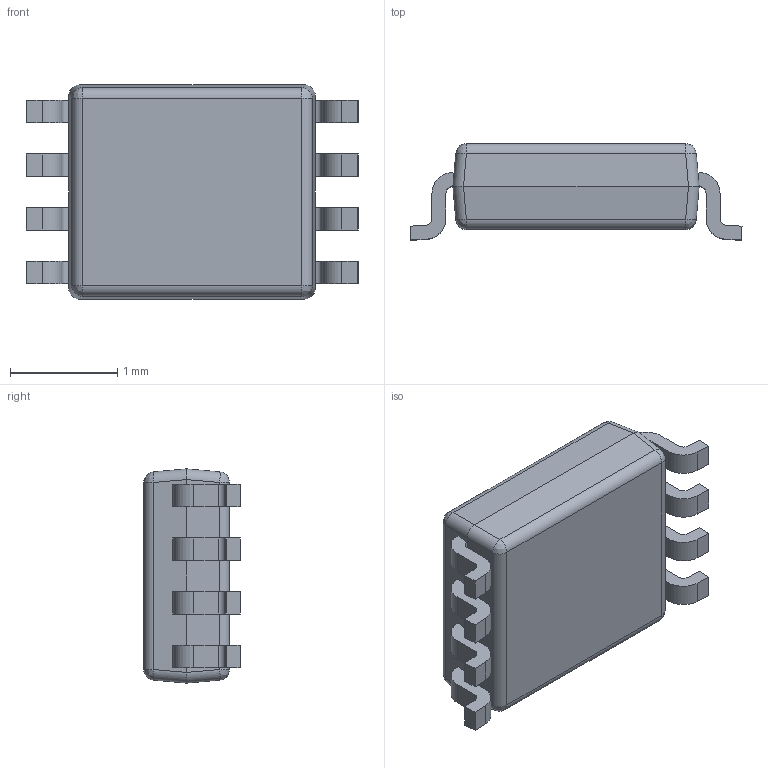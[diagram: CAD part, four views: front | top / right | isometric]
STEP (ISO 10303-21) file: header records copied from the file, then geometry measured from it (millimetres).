
FILE_DESCRIPTION (( 'STEP AP214' ), '1' );
FILE_NAME ('TXS0102DCUR.STEP', '2021-02-26T01:42:54', ( '' ), ( '' ), 'SwSTEP 2.0', 'SolidWorks 2017', '' );
FILE_SCHEMA (( 'AUTOMOTIVE_DESIGN' ));
Length unit declared in the file: millimetre
Products named in the file (1): TXS0102DCUR
Bounding box: 3.1 x 0.9 x 2 mm (x, y, z)
Volume: 3.7 mm3; surface area: 19.7 mm2
Topology: 10 solids, 10 shells, 145 faces, 340 edges, 216 vertices
Faces by surface type: plane 85, cylinder 52, bspline 8
Entity records: 4317 total; most frequent: CARTESIAN_POINT 834, DIRECTION 708, ORIENTED_EDGE 680, EDGE_CURVE 340, VECTOR 240, LINE 240, AXIS2_PLACEMENT_3D 234, VERTEX_POINT 216
